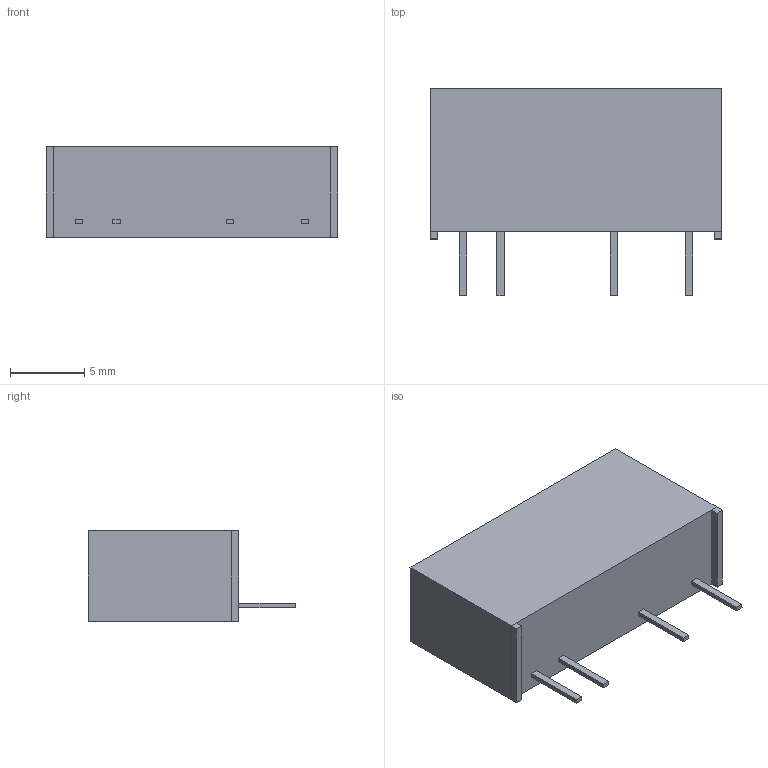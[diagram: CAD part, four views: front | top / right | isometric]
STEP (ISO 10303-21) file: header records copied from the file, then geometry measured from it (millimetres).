
FILE_DESCRIPTION(('FreeCAD Model'),'2;1');
FILE_NAME('Open CASCADE Shape Model','2024-05-21T14:37:02',(''),(''), 'Open CASCADE STEP processor 7.6','FreeCAD','Unknown');
FILE_SCHEMA(('AUTOMOTIVE_DESIGN { 1 0 10303 214 1 1 1 1 }'));
Length unit declared in the file: millimetre
Products named in the file (6): PUS_B2KN; pin 7; pin 1; pin 2; pin 5; case
Assembly tree (5 placements, depth 2):
  PUS_B2KN
    pin 7
    pin 1
    pin 2
    pin 5
    case
Bounding box: 19.6 x 13.95 x 6.1 mm (x, y, z)
Volume: 1158.2 mm3; surface area: 776.6 mm2
Topology: 5 solids, 5 shells, 40 faces, 82 edges, 52 vertices
Faces by surface type: plane 40
Entity records: 2233 total; most frequent: CARTESIAN_POINT 344, DIRECTION 338, LINE 246, VECTOR 246, ORIENTED_EDGE 164, PCURVE 164, DEFINITIONAL_REPRESENTATION 164, EDGE_CURVE 82
